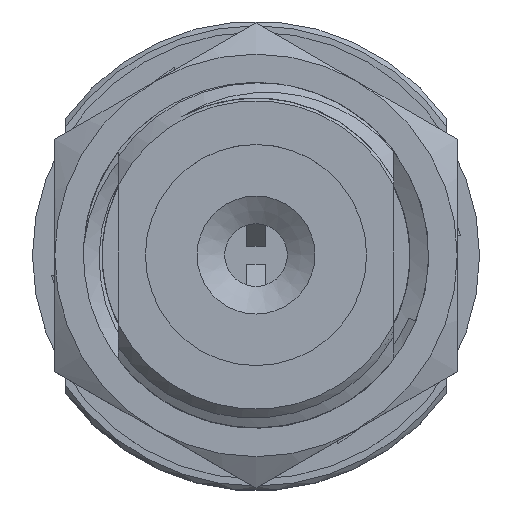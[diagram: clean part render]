
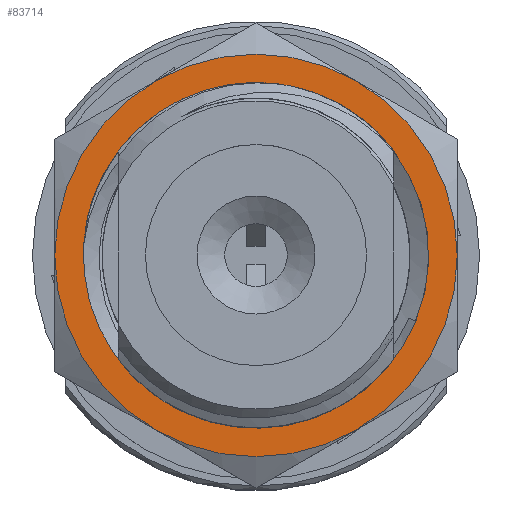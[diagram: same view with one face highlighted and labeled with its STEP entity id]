
A CAD part, top view. The second image highlights one B-rep face of the part: STEP entity #83714.
In plain terms, the highlighted planar face has unit normal (0, 0, 1).
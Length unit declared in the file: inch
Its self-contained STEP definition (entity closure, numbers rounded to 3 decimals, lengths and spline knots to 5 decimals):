
#2697 = DIRECTION ( 'NONE',  ( 0., 0., 1. ) ) ;
#2825 = AXIS2_PLACEMENT_3D ( 'NONE', #65097, #56677, #26954 ) ;
#3627 = CARTESIAN_POINT ( 'NONE',  ( 0.17345, -0.07121, 0.19642 ) ) ;
#5148 = EDGE_CURVE ( 'NONE', #29926, #55953, #51897, .T. ) ;
#6292 = EDGE_LOOP ( 'NONE', ( #8939, #63294, #39656, #94830, #31974, #63539 ) ) ;
#8159 = EDGE_CURVE ( 'NONE', #15079, #21395, #77124, .T. ) ;
#8939 = ORIENTED_EDGE ( 'NONE', *, *, #89320, .T. ) ;
#9521 = DIRECTION ( 'NONE',  ( 0., 0., 1. ) ) ;
#9673 = CARTESIAN_POINT ( 'NONE',  ( 0., 0., 0.19642 ) ) ;
#11163 = EDGE_CURVE ( 'NONE', #77461, #47370, #58395, .T. ) ;
#11458 = DIRECTION ( 'NONE',  ( 1., 0., 0. ) ) ;
#12007 = CARTESIAN_POINT ( 'NONE',  ( 0., 0., 0.19642 ) ) ;
#13539 = CARTESIAN_POINT ( 'NONE',  ( -0.10925, -0.18923, 0.19642 ) ) ;
#15041 = ORIENTED_EDGE ( 'NONE', *, *, #91085, .F. ) ;
#15079 = VERTEX_POINT ( 'NONE', #42970 ) ;
#15671 = AXIS2_PLACEMENT_3D ( 'NONE', #31935, #2697, #48255 ) ;
#15799 = ORIENTED_EDGE ( 'NONE', *, *, #5148, .F. ) ;
#16449 = CARTESIAN_POINT ( 'NONE',  ( 0., 0., 0.19642 ) ) ;
#17239 = AXIS2_PLACEMENT_3D ( 'NONE', #54812, #33007, #92952 ) ;
#18061 = DIRECTION ( 'NONE',  ( 1., 0., 0. ) ) ;
#19204 = VERTEX_POINT ( 'NONE', #66334 ) ;
#21395 = VERTEX_POINT ( 'NONE', #13539 ) ;
#22738 = CARTESIAN_POINT ( 'NONE',  ( 0., 0., 0.19642 ) ) ;
#25153 = CIRCLE ( 'NONE', #60022, 0.2185 ) ;
#25881 = DIRECTION ( 'NONE',  ( 1., 0., 0. ) ) ;
#26954 = DIRECTION ( 'NONE',  ( 1., 0., 0. ) ) ;
#29926 = VERTEX_POINT ( 'NONE', #3627 ) ;
#31935 = CARTESIAN_POINT ( 'NONE',  ( 0., 0., 0.19642 ) ) ;
#31974 = ORIENTED_EDGE ( 'NONE', *, *, #8159, .T. ) ;
#32932 = CIRCLE ( 'NONE', #86671, 0.2185 ) ;
#33007 = DIRECTION ( 'NONE',  ( 0., 0., 1. ) ) ;
#33847 = EDGE_CURVE ( 'NONE', #21395, #19204, #83291, .T. ) ;
#37245 = CARTESIAN_POINT ( 'NONE',  ( 0., 0., 0.19642 ) ) ;
#39656 = ORIENTED_EDGE ( 'NONE', *, *, #11163, .T. ) ;
#39790 = EDGE_LOOP ( 'NONE', ( #15041, #15799 ) ) ;
#42970 = CARTESIAN_POINT ( 'NONE',  ( -0.2185, 0., 0.19642 ) ) ;
#46675 = DIRECTION ( 'NONE',  ( 0., 0., 1. ) ) ;
#47163 = CARTESIAN_POINT ( 'NONE',  ( 0., 0., 0.19642 ) ) ;
#47370 = VERTEX_POINT ( 'NONE', #64928 ) ;
#48045 = VERTEX_POINT ( 'NONE', #97118 ) ;
#48255 = DIRECTION ( 'NONE',  ( 1., 0., 0. ) ) ;
#51897 = CIRCLE ( 'NONE', #96157, 0.1875 ) ;
#52297 = EDGE_CURVE ( 'NONE', #48045, #77461, #81894, .T. ) ;
#52949 = DIRECTION ( 'NONE',  ( 0., 0., 1. ) ) ;
#54812 = CARTESIAN_POINT ( 'NONE',  ( -0.2185, 0.12615, 0.19642 ) ) ;
#55953 = VERTEX_POINT ( 'NONE', #69815 ) ;
#56094 = DIRECTION ( 'NONE',  ( 0., 0., 1. ) ) ;
#56677 = DIRECTION ( 'NONE',  ( 0., 0., 1. ) ) ;
#58395 = CIRCLE ( 'NONE', #15671, 0.2185 ) ;
#60022 = AXIS2_PLACEMENT_3D ( 'NONE', #16449, #46675, #75432 ) ;
#60861 = DIRECTION ( 'NONE',  ( 1., 0., 0. ) ) ;
#61757 = FACE_BOUND ( 'NONE', #39790, .T. ) ;
#63143 = DIRECTION ( 'NONE',  ( 0., 0., 1. ) ) ;
#63294 = ORIENTED_EDGE ( 'NONE', *, *, #52297, .T. ) ;
#63539 = ORIENTED_EDGE ( 'NONE', *, *, #33847, .T. ) ;
#64928 = CARTESIAN_POINT ( 'NONE',  ( -0.10925, 0.18923, 0.19642 ) ) ;
#65097 = CARTESIAN_POINT ( 'NONE',  ( 0., 0., 0.19642 ) ) ;
#66334 = CARTESIAN_POINT ( 'NONE',  ( 0.10925, -0.18923, 0.19642 ) ) ;
#66499 = DIRECTION ( 'NONE',  ( 0., 0., 1. ) ) ;
#69495 = AXIS2_PLACEMENT_3D ( 'NONE', #47163, #9521, #11458 ) ;
#69815 = CARTESIAN_POINT ( 'NONE',  ( -0.1871, 0.01226, 0.19642 ) ) ;
#70556 = EDGE_CURVE ( 'NONE', #47370, #15079, #32932, .T. ) ;
#72771 = CARTESIAN_POINT ( 'NONE',  ( 0.10925, 0.18923, 0.19642 ) ) ;
#73928 = DIRECTION ( 'NONE',  ( 1., 0., 0. ) ) ;
#75432 = DIRECTION ( 'NONE',  ( 1., 0., 0. ) ) ;
#76622 = FACE_OUTER_BOUND ( 'NONE', #6292, .T. ) ;
#77124 = CIRCLE ( 'NONE', #89793, 0.2185 ) ;
#77461 = VERTEX_POINT ( 'NONE', #72771 ) ;
#81894 = CIRCLE ( 'NONE', #2825, 0.2185 ) ;
#83291 = CIRCLE ( 'NONE', #84921, 0.2185 ) ;
#83714 = ADVANCED_FACE ( 'NONE', ( #61757, #76622 ), #91485, .T. ) ;
#84921 = AXIS2_PLACEMENT_3D ( 'NONE', #12007, #56094, #25881 ) ;
#86671 = AXIS2_PLACEMENT_3D ( 'NONE', #37245, #66499, #73928 ) ;
#89320 = EDGE_CURVE ( 'NONE', #19204, #48045, #25153, .T. ) ;
#89793 = AXIS2_PLACEMENT_3D ( 'NONE', #22738, #52949, #60861 ) ;
#91085 = EDGE_CURVE ( 'NONE', #55953, #29926, #98002, .T. ) ;
#91485 = PLANE ( 'NONE',  #17239 ) ;
#92952 = DIRECTION ( 'NONE',  ( 1., 0., 0. ) ) ;
#94830 = ORIENTED_EDGE ( 'NONE', *, *, #70556, .T. ) ;
#96157 = AXIS2_PLACEMENT_3D ( 'NONE', #9673, #63143, #18061 ) ;
#97118 = CARTESIAN_POINT ( 'NONE',  ( 0.2185, 0., 0.19642 ) ) ;
#98002 = CIRCLE ( 'NONE', #69495, 0.1875 ) ;
